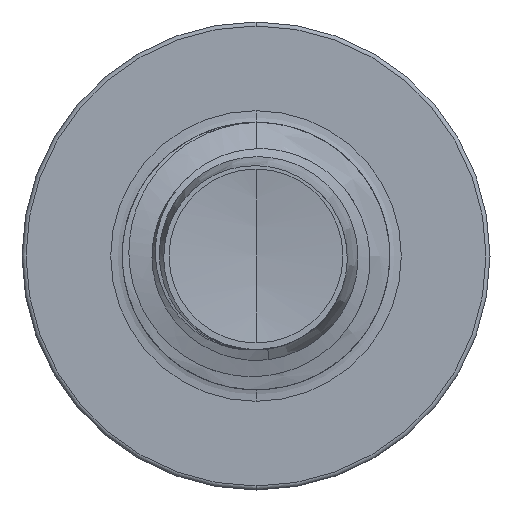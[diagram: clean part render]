
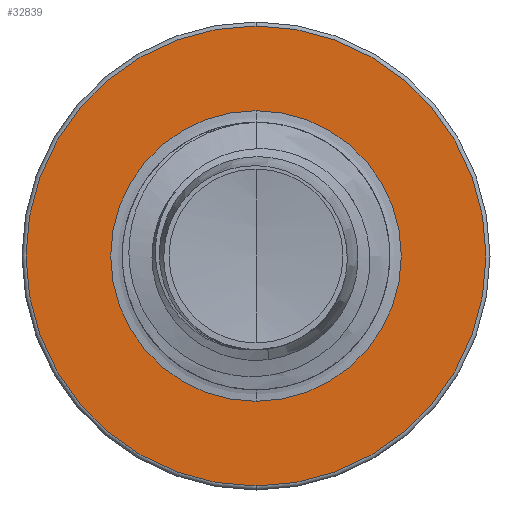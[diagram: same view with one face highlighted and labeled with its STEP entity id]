
A CAD part, front view. The second image highlights one B-rep face of the part: STEP entity #32839.
In plain terms, the highlighted planar face has unit normal (0, -1, 0).
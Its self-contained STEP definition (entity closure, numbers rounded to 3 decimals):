
#2296 = CARTESIAN_POINT ( 'NONE',  ( 0., 15., -3.44 ) ) ;
#2696 = CARTESIAN_POINT ( 'NONE',  ( 0., 15., 0. ) ) ;
#4231 = EDGE_CURVE ( 'NONE', #22196, #7707, #29159, .T. ) ;
#4707 = EDGE_CURVE ( 'NONE', #5204, #28972, #26859, .T. ) ;
#5137 = CARTESIAN_POINT ( 'NONE',  ( 0., 15., -2.174 ) ) ;
#5204 = VERTEX_POINT ( 'NONE', #2296 ) ;
#5618 = DIRECTION ( 'NONE',  ( 0., 0., 1. ) ) ;
#6211 = DIRECTION ( 'NONE',  ( 0., 1., 0. ) ) ;
#7707 = VERTEX_POINT ( 'NONE', #5137 ) ;
#7847 = ORIENTED_EDGE ( 'NONE', *, *, #4231, .T. ) ;
#10660 = DIRECTION ( 'NONE',  ( 0., 1., 0. ) ) ;
#11469 = AXIS2_PLACEMENT_3D ( 'NONE', #22447, #6211, #24985 ) ;
#12671 = EDGE_LOOP ( 'NONE', ( #13555, #14403 ) ) ;
#12940 = CIRCLE ( 'NONE', #15816, 2.174 ) ;
#13555 = ORIENTED_EDGE ( 'NONE', *, *, #33738, .F. ) ;
#13892 = PLANE ( 'NONE',  #26214 ) ;
#14403 = ORIENTED_EDGE ( 'NONE', *, *, #4707, .F. ) ;
#14830 = CARTESIAN_POINT ( 'NONE',  ( 0., 15., 0. ) ) ;
#15099 = AXIS2_PLACEMENT_3D ( 'NONE', #2696, #21930, #5618 ) ;
#15816 = AXIS2_PLACEMENT_3D ( 'NONE', #26409, #10660, #28869 ) ;
#16831 = CARTESIAN_POINT ( 'NONE',  ( 0., 15., -2.174 ) ) ;
#17516 = CARTESIAN_POINT ( 'NONE',  ( 0., 15., 2.174 ) ) ;
#17524 = DIRECTION ( 'NONE',  ( 0., 0., 1. ) ) ;
#18400 = EDGE_CURVE ( 'NONE', #7707, #22196, #12940, .T. ) ;
#20244 = CIRCLE ( 'NONE', #11469, 3.44 ) ;
#21930 = DIRECTION ( 'NONE',  ( 0., 1., 0. ) ) ;
#22196 = VERTEX_POINT ( 'NONE', #17516 ) ;
#22447 = CARTESIAN_POINT ( 'NONE',  ( 0., 15., 0. ) ) ;
#23449 = FACE_BOUND ( 'NONE', #25326, .T. ) ;
#24985 = DIRECTION ( 'NONE',  ( 0., 0., 1. ) ) ;
#25326 = EDGE_LOOP ( 'NONE', ( #7847, #28823 ) ) ;
#25465 = AXIS2_PLACEMENT_3D ( 'NONE', #14830, #32544, #17524 ) ;
#25935 = DIRECTION ( 'NONE',  ( 0., 1., 0. ) ) ;
#26214 = AXIS2_PLACEMENT_3D ( 'NONE', #16831, #25935, #34602 ) ;
#26409 = CARTESIAN_POINT ( 'NONE',  ( 0., 15., 0. ) ) ;
#26859 = CIRCLE ( 'NONE', #25465, 3.44 ) ;
#28321 = CARTESIAN_POINT ( 'NONE',  ( 0., 15., 3.44 ) ) ;
#28823 = ORIENTED_EDGE ( 'NONE', *, *, #18400, .T. ) ;
#28869 = DIRECTION ( 'NONE',  ( 0., 0., 1. ) ) ;
#28972 = VERTEX_POINT ( 'NONE', #28321 ) ;
#29159 = CIRCLE ( 'NONE', #15099, 2.174 ) ;
#29975 = FACE_OUTER_BOUND ( 'NONE', #12671, .T. ) ;
#32544 = DIRECTION ( 'NONE',  ( 0., 1., 0. ) ) ;
#32839 = ADVANCED_FACE ( 'NONE', ( #29975, #23449 ), #13892, .F. ) ;
#33738 = EDGE_CURVE ( 'NONE', #28972, #5204, #20244, .T. ) ;
#34602 = DIRECTION ( 'NONE',  ( 0., 0., 1. ) ) ;
